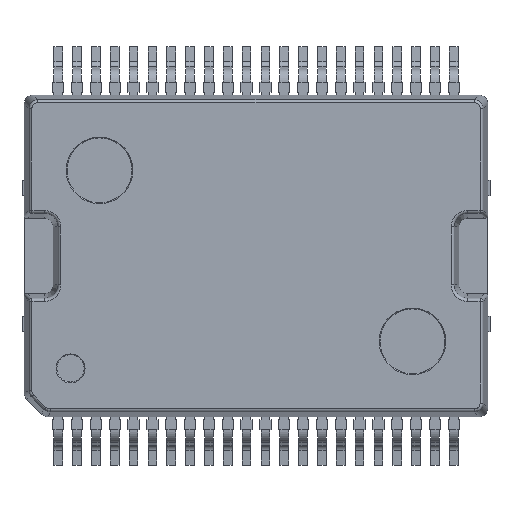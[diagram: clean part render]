
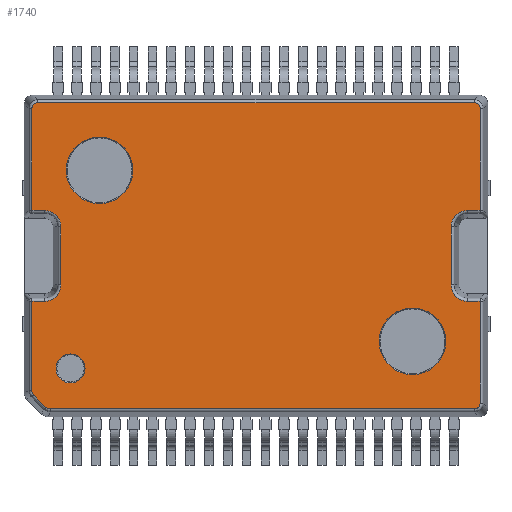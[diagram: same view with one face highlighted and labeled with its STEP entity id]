
A CAD part, top view. The second image highlights one B-rep face of the part: STEP entity #1740.
In plain terms, the highlighted planar face has unit normal (0, 0, 1).
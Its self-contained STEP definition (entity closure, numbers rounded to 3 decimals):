
#1740=ADVANCED_FACE('',(#4225,#4227,#4229,#4231),#4233,.T.);
#4225=FACE_BOUND('',#4226,.T.);
#4226=EDGE_LOOP('',(#6094,#6095,#6096,#6097,#6098,#6099,#6100,#6101,#6102,#6103,
#6104,#6105,#6106,#6107,#6108,#6109,#6110,#6111,#6112,#6113,#6114,#6115));
#4227=FACE_BOUND('',#4228,.T.);
#4228=EDGE_LOOP('',(#6116));
#4229=FACE_BOUND('',#4230,.T.);
#4230=EDGE_LOOP('',(#6117));
#4231=FACE_BOUND('',#4232,.T.);
#4232=EDGE_LOOP('',(#6118));
#4233=PLANE('',#4234);
#4234=AXIS2_PLACEMENT_3D('',#4235,#4236,#4237);
#4235=CARTESIAN_POINT('',(0.,0.,3.2));
#4236=DIRECTION('',(0.,0.,1.));
#4237=DIRECTION('',(1.,0.,0.));
#6094=ORIENTED_EDGE('',*,*,#7203,.T.);
#6095=ORIENTED_EDGE('',*,*,#7199,.T.);
#6096=ORIENTED_EDGE('',*,*,#7197,.T.);
#6097=ORIENTED_EDGE('',*,*,#7195,.T.);
#6098=ORIENTED_EDGE('',*,*,#7193,.T.);
#6099=ORIENTED_EDGE('',*,*,#7241,.T.);
#6100=ORIENTED_EDGE('',*,*,#7243,.F.);
#6101=ORIENTED_EDGE('',*,*,#7244,.T.);
#6102=ORIENTED_EDGE('',*,*,#7245,.F.);
#6103=ORIENTED_EDGE('',*,*,#7246,.T.);
#6104=ORIENTED_EDGE('',*,*,#7247,.F.);
#6105=ORIENTED_EDGE('',*,*,#7248,.T.);
#6106=ORIENTED_EDGE('',*,*,#7227,.T.);
#6107=ORIENTED_EDGE('',*,*,#7223,.T.);
#6108=ORIENTED_EDGE('',*,*,#7221,.T.);
#6109=ORIENTED_EDGE('',*,*,#7219,.T.);
#6110=ORIENTED_EDGE('',*,*,#7217,.T.);
#6111=ORIENTED_EDGE('',*,*,#7249,.T.);
#6112=ORIENTED_EDGE('',*,*,#7250,.F.);
#6113=ORIENTED_EDGE('',*,*,#7251,.T.);
#6114=ORIENTED_EDGE('',*,*,#7252,.F.);
#6115=ORIENTED_EDGE('',*,*,#7253,.T.);
#6116=ORIENTED_EDGE('',*,*,#7254,.T.);
#6117=ORIENTED_EDGE('',*,*,#7255,.T.);
#6118=ORIENTED_EDGE('',*,*,#7256,.T.);
#7193=EDGE_CURVE('',#8096,#8094,#8097,.T.);
#7195=EDGE_CURVE('',#8099,#8096,#8100,.T.);
#7197=EDGE_CURVE('',#8102,#8099,#8103,.T.);
#7199=EDGE_CURVE('',#8105,#8102,#8106,.T.);
#7203=EDGE_CURVE('',#8111,#8105,#8112,.T.);
#7217=EDGE_CURVE('',#8132,#8130,#8133,.T.);
#7219=EDGE_CURVE('',#8135,#8132,#8136,.T.);
#7221=EDGE_CURVE('',#8138,#8135,#8139,.T.);
#7223=EDGE_CURVE('',#8141,#8138,#8142,.T.);
#7227=EDGE_CURVE('',#8147,#8141,#8148,.T.);
#7241=EDGE_CURVE('',#8094,#8166,#8168,.T.);
#7243=EDGE_CURVE('',#8170,#8166,#8171,.F.);
#7244=EDGE_CURVE('',#8170,#8172,#8173,.T.);
#7245=EDGE_CURVE('',#8174,#8172,#8175,.F.);
#7246=EDGE_CURVE('',#8174,#8176,#8177,.T.);
#7247=EDGE_CURVE('',#8178,#8176,#8179,.F.);
#7248=EDGE_CURVE('',#8178,#8147,#8180,.T.);
#7249=EDGE_CURVE('',#8130,#8181,#8182,.T.);
#7250=EDGE_CURVE('',#8183,#8181,#8184,.F.);
#7251=EDGE_CURVE('',#8183,#8185,#8186,.T.);
#7252=EDGE_CURVE('',#8187,#8185,#8188,.F.);
#7253=EDGE_CURVE('',#8187,#8111,#8189,.T.);
#7254=EDGE_CURVE('',#8190,#8190,#8191,.F.);
#7255=EDGE_CURVE('',#8192,#8192,#8193,.F.);
#7256=EDGE_CURVE('',#8194,#8194,#8195,.F.);
#8094=VERTEX_POINT('',#10199);
#8096=VERTEX_POINT('',#10204);
#8097=LINE('',#10205,#10206);
#8099=VERTEX_POINT('',#10212);
#8100=CIRCLE('',#10213,0.567);
#8102=VERTEX_POINT('',#10221);
#8103=LINE('',#10222,#10223);
#8105=VERTEX_POINT('',#10229);
#8106=CIRCLE('',#10230,0.567);
#8111=VERTEX_POINT('',#10246);
#8112=LINE('',#10247,#10248);
#8130=VERTEX_POINT('',#10295);
#8132=VERTEX_POINT('',#10300);
#8133=LINE('',#10301,#10302);
#8135=VERTEX_POINT('',#10308);
#8136=CIRCLE('',#10309,0.567);
#8138=VERTEX_POINT('',#10317);
#8139=LINE('',#10318,#10319);
#8141=VERTEX_POINT('',#10325);
#8142=CIRCLE('',#10326,0.567);
#8147=VERTEX_POINT('',#10342);
#8148=LINE('',#10343,#10344);
#8166=VERTEX_POINT('',#10391);
#8168=LINE('',#10396,#10397);
#8170=VERTEX_POINT('',#10403);
#8171=(BOUNDED_CURVE()B_SPLINE_CURVE(3,
(#10404,#10405,#10406,#10407),
.UNSPECIFIED.,.F.,.F.)B_SPLINE_CURVE_WITH_KNOTS((4,4),
(0.,1.),
.UNSPECIFIED.)CURVE()GEOMETRIC_REPRESENTATION_ITEM()RATIONAL_B_SPLINE_CURVE((1.,
0.95,0.95,1.))REPRESENTATION_ITEM(''));
#8172=VERTEX_POINT('',#10408);
#8173=LINE('',#10409,#10410);
#8174=VERTEX_POINT('',#10412);
#8175=(BOUNDED_CURVE()B_SPLINE_CURVE(3,
(#10413,#10414,#10415,#10416),
.UNSPECIFIED.,.F.,.F.)B_SPLINE_CURVE_WITH_KNOTS((4,4),
(0.,1.),
.UNSPECIFIED.)CURVE()GEOMETRIC_REPRESENTATION_ITEM()RATIONAL_B_SPLINE_CURVE((1.,
0.95,0.95,1.))REPRESENTATION_ITEM(''));
#8176=VERTEX_POINT('',#10417);
#8177=LINE('',#10418,#10419);
#8178=VERTEX_POINT('',#10421);
#8179=(BOUNDED_CURVE()B_SPLINE_CURVE(3,
(#10422,#10423,#10424,#10425),
.UNSPECIFIED.,.F.,.F.)B_SPLINE_CURVE_WITH_KNOTS((4,4),
(0.,1.),
.UNSPECIFIED.)CURVE()GEOMETRIC_REPRESENTATION_ITEM()RATIONAL_B_SPLINE_CURVE((1.,
0.807,0.807,1.))REPRESENTATION_ITEM(''));
#8180=LINE('',#10426,#10427);
#8181=VERTEX_POINT('',#10429);
#8182=LINE('',#10430,#10431);
#8183=VERTEX_POINT('',#10433);
#8184=(BOUNDED_CURVE()B_SPLINE_CURVE(3,
(#10434,#10435,#10436,#10437),
.UNSPECIFIED.,.F.,.F.)B_SPLINE_CURVE_WITH_KNOTS((4,4),
(0.,1.),
.UNSPECIFIED.)CURVE()GEOMETRIC_REPRESENTATION_ITEM()RATIONAL_B_SPLINE_CURVE((1.,
0.807,0.807,1.))REPRESENTATION_ITEM(''));
#8185=VERTEX_POINT('',#10438);
#8186=LINE('',#10439,#10440);
#8187=VERTEX_POINT('',#10442);
#8188=(BOUNDED_CURVE()B_SPLINE_CURVE(3,
(#10443,#10444,#10445,#10446),
.UNSPECIFIED.,.F.,.F.)B_SPLINE_CURVE_WITH_KNOTS((4,4),
(0.,1.),
.UNSPECIFIED.)CURVE()GEOMETRIC_REPRESENTATION_ITEM()RATIONAL_B_SPLINE_CURVE((1.,
0.807,0.807,1.))REPRESENTATION_ITEM(''));
#8189=LINE('',#10447,#10448);
#8190=VERTEX_POINT('',#10450);
#8191=CIRCLE('',#10451,1.15);
#8192=VERTEX_POINT('',#10455);
#8193=CIRCLE('',#10456,1.15);
#8194=VERTEX_POINT('',#10460);
#8195=CIRCLE('',#10461,0.5);
#10199=CARTESIAN_POINT('',(-7.733,-1.567,3.2));
#10204=CARTESIAN_POINT('',(-7.3,-1.567,3.2));
#10205=CARTESIAN_POINT('',(-7.3,-1.567,3.2));
#10206=VECTOR('',#10207,1.);
#10207=DIRECTION('',(-1.,0.,0.));
#10212=CARTESIAN_POINT('',(-6.733,-1.,3.2));
#10213=AXIS2_PLACEMENT_3D('',#10214,#10215,#10216);
#10214=CARTESIAN_POINT('',(-7.3,-1.,3.2));
#10215=DIRECTION('',(0.,0.,-1.));
#10216=DIRECTION('',(1.,0.,0.));
#10221=CARTESIAN_POINT('',(-6.733,1.,3.2));
#10222=CARTESIAN_POINT('',(-6.733,1.,3.2));
#10223=VECTOR('',#10224,1.);
#10224=DIRECTION('',(0.,-1.,0.));
#10229=CARTESIAN_POINT('',(-7.3,1.567,3.2));
#10230=AXIS2_PLACEMENT_3D('',#10231,#10232,#10233);
#10231=CARTESIAN_POINT('',(-7.3,1.,3.2));
#10232=DIRECTION('',(0.,0.,-1.));
#10233=DIRECTION('',(0.,1.,0.));
#10246=CARTESIAN_POINT('',(-7.733,1.567,3.2));
#10247=CARTESIAN_POINT('',(-7.733,1.567,3.2));
#10248=VECTOR('',#10249,1.);
#10249=DIRECTION('',(1.,0.,0.));
#10295=CARTESIAN_POINT('',(7.733,1.567,3.2));
#10300=CARTESIAN_POINT('',(7.3,1.567,3.2));
#10301=CARTESIAN_POINT('',(7.3,1.567,3.2));
#10302=VECTOR('',#10303,1.);
#10303=DIRECTION('',(1.,0.,0.));
#10308=CARTESIAN_POINT('',(6.733,1.,3.2));
#10309=AXIS2_PLACEMENT_3D('',#10310,#10311,#10312);
#10310=CARTESIAN_POINT('',(7.3,1.,3.2));
#10311=DIRECTION('',(0.,0.,-1.));
#10312=DIRECTION('',(-1.,0.,0.));
#10317=CARTESIAN_POINT('',(6.733,-1.,3.2));
#10318=CARTESIAN_POINT('',(6.733,-1.,3.2));
#10319=VECTOR('',#10320,1.);
#10320=DIRECTION('',(0.,1.,0.));
#10325=CARTESIAN_POINT('',(7.3,-1.567,3.2));
#10326=AXIS2_PLACEMENT_3D('',#10327,#10328,#10329);
#10327=CARTESIAN_POINT('',(7.3,-1.,3.2));
#10328=DIRECTION('',(0.,0.,-1.));
#10329=DIRECTION('',(0.,-1.,0.));
#10342=CARTESIAN_POINT('',(7.733,-1.567,3.2));
#10343=CARTESIAN_POINT('',(7.733,-1.567,3.2));
#10344=VECTOR('',#10345,1.);
#10345=DIRECTION('',(-1.,0.,0.));
#10391=CARTESIAN_POINT('',(-7.733,-4.657,3.2));
#10396=CARTESIAN_POINT('',(-7.733,-1.567,3.2));
#10397=VECTOR('',#10398,1.);
#10398=DIRECTION('',(0.,-1.,0.));
#10403=CARTESIAN_POINT('',(-7.675,-4.798,3.2));
#10404=CARTESIAN_POINT('',(-7.733,-4.657,3.2));
#10405=CARTESIAN_POINT('',(-7.733,-4.71,3.2));
#10406=CARTESIAN_POINT('',(-7.712,-4.76,3.2));
#10407=CARTESIAN_POINT('',(-7.675,-4.798,3.2));
#10408=CARTESIAN_POINT('',(-7.248,-5.225,3.2));
#10409=CARTESIAN_POINT('',(-7.675,-4.798,3.2));
#10410=VECTOR('',#10411,1.);
#10411=DIRECTION('',(0.707,-0.707,0.));
#10412=CARTESIAN_POINT('',(-7.107,-5.283,3.2));
#10413=CARTESIAN_POINT('',(-7.248,-5.225,3.2));
#10414=CARTESIAN_POINT('',(-7.21,-5.262,3.2));
#10415=CARTESIAN_POINT('',(-7.16,-5.283,3.2));
#10416=CARTESIAN_POINT('',(-7.107,-5.283,3.2));
#10417=CARTESIAN_POINT('',(7.534,-5.283,3.2));
#10418=CARTESIAN_POINT('',(-7.107,-5.283,3.2));
#10419=VECTOR('',#10420,1.);
#10420=DIRECTION('',(1.,0.,0.));
#10421=CARTESIAN_POINT('',(7.733,-5.084,3.2));
#10422=CARTESIAN_POINT('',(7.534,-5.283,3.2));
#10423=CARTESIAN_POINT('',(7.651,-5.283,3.2));
#10424=CARTESIAN_POINT('',(7.733,-5.201,3.2));
#10425=CARTESIAN_POINT('',(7.733,-5.084,3.2));
#10426=CARTESIAN_POINT('',(7.733,-5.084,3.2));
#10427=VECTOR('',#10428,1.);
#10428=DIRECTION('',(0.,1.,0.));
#10429=CARTESIAN_POINT('',(7.733,5.084,3.2));
#10430=CARTESIAN_POINT('',(7.733,1.567,3.2));
#10431=VECTOR('',#10432,1.);
#10432=DIRECTION('',(0.,1.,0.));
#10433=CARTESIAN_POINT('',(7.534,5.283,3.2));
#10434=CARTESIAN_POINT('',(7.733,5.084,3.2));
#10435=CARTESIAN_POINT('',(7.733,5.201,3.2));
#10436=CARTESIAN_POINT('',(7.651,5.283,3.2));
#10437=CARTESIAN_POINT('',(7.534,5.283,3.2));
#10438=CARTESIAN_POINT('',(-7.534,5.283,3.2));
#10439=CARTESIAN_POINT('',(7.534,5.283,3.2));
#10440=VECTOR('',#10441,1.);
#10441=DIRECTION('',(-1.,0.,0.));
#10442=CARTESIAN_POINT('',(-7.733,5.084,3.2));
#10443=CARTESIAN_POINT('',(-7.534,5.283,3.2));
#10444=CARTESIAN_POINT('',(-7.651,5.283,3.2));
#10445=CARTESIAN_POINT('',(-7.733,5.201,3.2));
#10446=CARTESIAN_POINT('',(-7.733,5.084,3.2));
#10447=CARTESIAN_POINT('',(-7.733,5.084,3.2));
#10448=VECTOR('',#10449,1.);
#10449=DIRECTION('',(0.,-1.,0.));
#10450=CARTESIAN_POINT('',(-4.25,2.95,3.2));
#10451=AXIS2_PLACEMENT_3D('',#10452,#10453,#10454);
#10452=CARTESIAN_POINT('',(-5.4,2.95,3.2));
#10453=DIRECTION('',(0.,0.,1.));
#10454=DIRECTION('',(1.,0.,0.));
#10455=CARTESIAN_POINT('',(6.55,-2.95,3.2));
#10456=AXIS2_PLACEMENT_3D('',#10457,#10458,#10459);
#10457=CARTESIAN_POINT('',(5.4,-2.95,3.2));
#10458=DIRECTION('',(0.,0.,1.));
#10459=DIRECTION('',(1.,0.,0.));
#10460=CARTESIAN_POINT('',(-5.9,-3.885,3.2));
#10461=AXIS2_PLACEMENT_3D('',#10462,#10463,#10464);
#10462=CARTESIAN_POINT('',(-6.4,-3.885,3.2));
#10463=DIRECTION('',(0.,0.,1.));
#10464=DIRECTION('',(1.,0.,0.));
